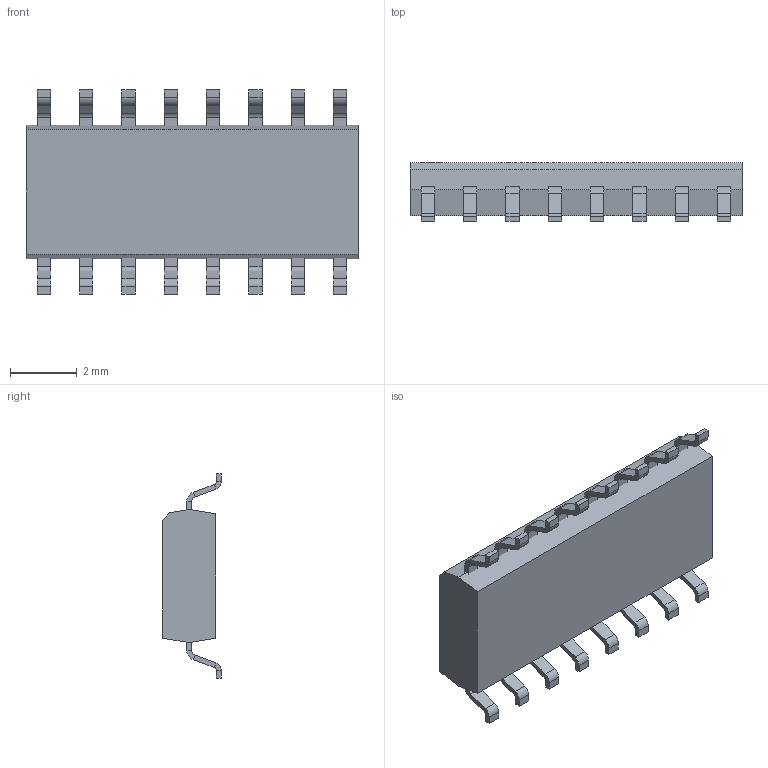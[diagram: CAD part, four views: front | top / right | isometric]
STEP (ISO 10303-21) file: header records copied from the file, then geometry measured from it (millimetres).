
FILE_DESCRIPTION(('FreeCAD Model'),'2;1');
FILE_NAME('Open CASCADE Shape Model','2021-04-02T17:02:32',(''),(''), 'Open CASCADE STEP processor 7.5','FreeCAD','Unknown');
FILE_SCHEMA(('AUTOMOTIVE_DESIGN { 1 0 10303 214 1 1 1 1 }'));
Length unit declared in the file: millimetre
Products named in the file (3): User_Library-so16-003; User_Library-so16-1; User_Library-so16-002
Assembly tree (2 placements, depth 2):
  User_Library-so16-003
    User_Library-so16-1
    User_Library-so16-002
Bounding box: 9.97 x 1.76 x 6.14 mm (x, y, z)
Volume: 67.6 mm3; surface area: 215.5 mm2
Topology: 2 solids, 2 shells, 218 faces, 607 edges, 394 vertices
Faces by surface type: plane 152, cylinder 66
Entity records: 6994 total; most frequent: CARTESIAN_POINT 1222, ORIENTED_EDGE 1214, DIRECTION 1181, EDGE_CURVE 607, LINE 475, VECTOR 475, VERTEX_POINT 394, AXIS2_PLACEMENT_3D 353
